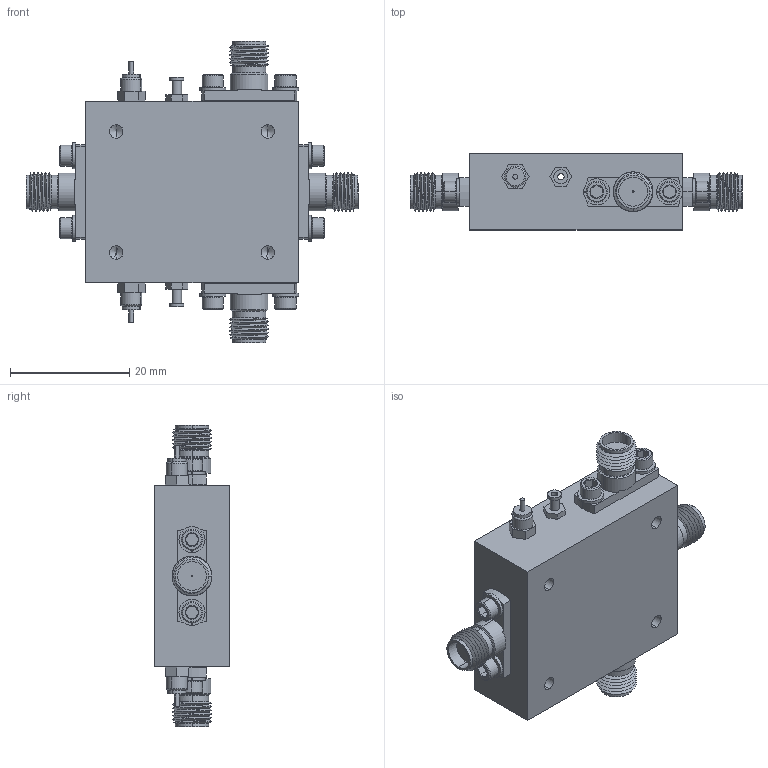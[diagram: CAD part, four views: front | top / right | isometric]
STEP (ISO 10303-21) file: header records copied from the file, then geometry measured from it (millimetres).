
FILE_DESCRIPTION (( 'STEP AP203' ), '1' );
FILE_NAME ('SKD-1832732540-KFKF-R1.STEP', '2019-03-13T21:10:27', ( '' ), ( '' ), 'SwSTEP 2.0', 'SolidWorks 2016', '' );
FILE_SCHEMA (( 'CONFIG_CONTROL_DESIGN' ));
Length unit declared in the file: millimetre
Products named in the file (1): SKD-1832732540-KFKF-R1
Bounding box: 55.63 x 12.7 x 50.55 mm (x, y, z)
Volume: 11936.2 mm3; surface area: 10992.4 mm2
Topology: 30 solids, 30 shells, 1232 faces, 3148 edges, 2004 vertices
Faces by surface type: cylinder 679, plane 306, cone 202, bspline 33, torus 12
Entity records: 51997 total; most frequent: CARTESIAN_POINT 24691, ORIENTED_EDGE 6240, DIRECTION 5165, EDGE_CURVE 3120, VERTEX_POINT 2004, AXIS2_PLACEMENT_3D 1958, EDGE_LOOP 1352, LINE 1249
